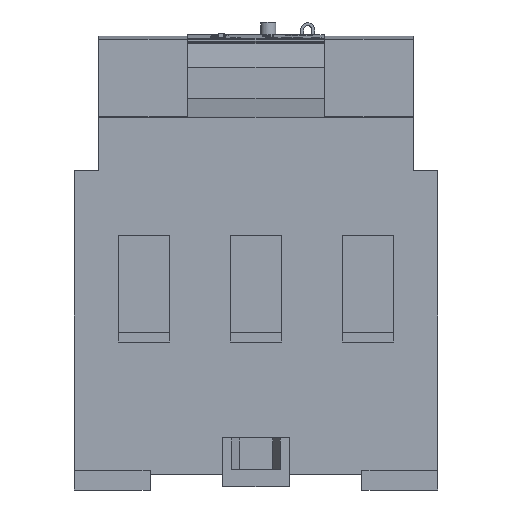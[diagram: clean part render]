
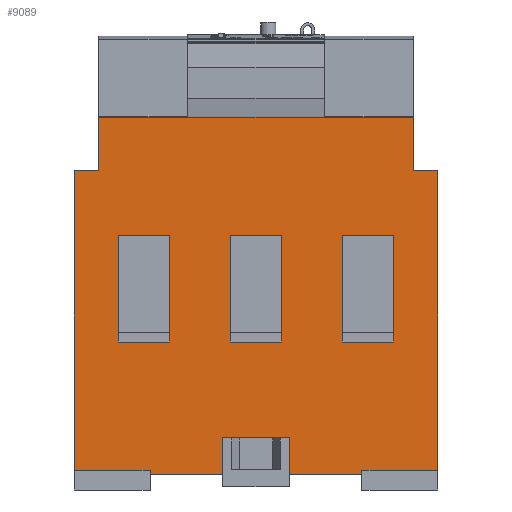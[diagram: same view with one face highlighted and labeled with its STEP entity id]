
A CAD part, front view. The second image highlights one B-rep face of the part: STEP entity #9089.
In plain terms, the highlighted planar face has unit normal (0, -1, 0).
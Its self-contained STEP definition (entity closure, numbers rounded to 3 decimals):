
#9089=ADVANCED_FACE('',(#24403,#24404,#24405,#24406),#24407,.F.);
#17023=VERTEX_POINT('',#32615);
#17025=VERTEX_POINT('',#32617);
#17027=EDGE_CURVE('',#17023,#17025,#32619,.T.);
#17055=VERTEX_POINT('',#32647);
#17057=EDGE_CURVE('',#17055,#17023,#32649,.T.);
#17107=VERTEX_POINT('',#32699);
#17109=EDGE_CURVE('',#17025,#17107,#32701,.T.);
#17121=VERTEX_POINT('',#32713);
#17123=EDGE_CURVE('',#17055,#17121,#32715,.T.);
#17309=VERTEX_POINT('',#32901);
#17313=EDGE_CURVE('',#17309,#17107,#32905,.T.);
#17583=VERTEX_POINT('',#33175);
#17587=VERTEX_POINT('',#33179);
#17589=EDGE_CURVE('',#17583,#17587,#33181,.T.);
#17663=VERTEX_POINT('',#33255);
#17667=VERTEX_POINT('',#33259);
#17669=EDGE_CURVE('',#17663,#17667,#33261,.T.);
#17731=VERTEX_POINT('',#33323);
#17733=EDGE_CURVE('',#17731,#17121,#33325,.T.);
#18195=VERTEX_POINT('',#33787);
#18197=VERTEX_POINT('',#33789);
#18199=EDGE_CURVE('',#18195,#18197,#33791,.T.);
#18229=VERTEX_POINT('',#33821);
#18231=EDGE_CURVE('',#18229,#18195,#33823,.T.);
#18365=VERTEX_POINT('',#33957);
#18367=EDGE_CURVE('',#18197,#18365,#33959,.T.);
#18409=EDGE_CURVE('',#18365,#18229,#34001,.T.);
#18481=VERTEX_POINT('',#34073);
#18483=VERTEX_POINT('',#34075);
#18485=EDGE_CURVE('',#18481,#18483,#34077,.T.);
#18515=VERTEX_POINT('',#34107);
#18517=EDGE_CURVE('',#18515,#18481,#34109,.T.);
#18651=VERTEX_POINT('',#34243);
#18653=EDGE_CURVE('',#18483,#18651,#34245,.T.);
#18695=EDGE_CURVE('',#18651,#18515,#34287,.T.);
#18767=VERTEX_POINT('',#34359);
#18769=VERTEX_POINT('',#34361);
#18771=EDGE_CURVE('',#18767,#18769,#34363,.T.);
#18801=VERTEX_POINT('',#34393);
#18803=EDGE_CURVE('',#18801,#18767,#34395,.T.);
#18937=VERTEX_POINT('',#34529);
#18939=EDGE_CURVE('',#18769,#18937,#34531,.T.);
#18981=EDGE_CURVE('',#18937,#18801,#34573,.T.);
#19119=VERTEX_POINT('',#34711);
#19123=EDGE_CURVE('',#17309,#19119,#34715,.T.);
#19129=EDGE_CURVE('',#19119,#17587,#34721,.T.);
#19135=VERTEX_POINT('',#34727);
#19137=EDGE_CURVE('',#19135,#17583,#34729,.T.);
#19139=VERTEX_POINT('',#34731);
#19141=EDGE_CURVE('',#19139,#19135,#34733,.T.);
#19143=VERTEX_POINT('',#34735);
#19145=EDGE_CURVE('',#19143,#19139,#34737,.T.);
#19147=VERTEX_POINT('',#34739);
#19149=EDGE_CURVE('',#19147,#19143,#34741,.T.);
#19151=EDGE_CURVE('',#17667,#19147,#34743,.T.);
#19153=EDGE_CURVE('',#17663,#17731,#34745,.T.);
#24403=FACE_OUTER_BOUND('',#39985,.T.);
#24404=FACE_BOUND('',#39986,.T.);
#24405=FACE_BOUND('',#39987,.T.);
#24406=FACE_BOUND('',#39988,.T.);
#24407=PLANE('',#39989);
#32615=CARTESIAN_POINT('',(49.001,26.0,17.2));
#32617=CARTESIAN_POINT('',(71.001,26.0,17.2));
#32619=LINE('',#52642,#52643);
#32647=CARTESIAN_POINT('',(49.001,26.0,5.0));
#32649=LINE('',#52688,#52689);
#32699=CARTESIAN_POINT('',(71.001,26.0,5.0));
#32701=LINE('',#52772,#52773);
#32713=CARTESIAN_POINT('',(25.001,26.0,5.0));
#32715=LINE('',#52796,#52797);
#32901=CARTESIAN_POINT('',(95.001,26.0,5.0));
#32905=LINE('',#53082,#53083);
#33175=CARTESIAN_POINT('',(120.001,26.0,105.5));
#33179=CARTESIAN_POINT('',(120.001,26.0,6.5));
#33181=LINE('',#53510,#53511);
#33255=CARTESIAN_POINT('',(0.001,26.0,6.5));
#33259=CARTESIAN_POINT('',(0.001,26.0,105.5));
#33261=LINE('',#53630,#53631);
#33323=CARTESIAN_POINT('',(25.001,26.0,6.5));
#33325=LINE('',#53728,#53729);
#33787=CARTESIAN_POINT('',(88.501,26.0,81.1));
#33789=CARTESIAN_POINT('',(88.501,26.0,84.1));
#33791=LINE('',#54463,#54464);
#33821=CARTESIAN_POINT('',(105.501,26.0,81.1));
#33823=LINE('',#54513,#54514);
#33957=CARTESIAN_POINT('',(105.501,26.0,84.1));
#33959=LINE('',#54735,#54736);
#34001=LINE('',#54806,#54807);
#34073=CARTESIAN_POINT('',(51.501,26.0,81.1));
#34075=CARTESIAN_POINT('',(51.501,26.0,84.1));
#34077=LINE('',#54926,#54927);
#34107=CARTESIAN_POINT('',(68.501,26.0,81.1));
#34109=LINE('',#54976,#54977);
#34243=CARTESIAN_POINT('',(68.501,26.0,84.1));
#34245=LINE('',#55198,#55199);
#34287=LINE('',#55269,#55270);
#34359=CARTESIAN_POINT('',(14.501,26.0,81.1));
#34361=CARTESIAN_POINT('',(14.501,26.0,84.1));
#34363=LINE('',#55389,#55390);
#34393=CARTESIAN_POINT('',(31.501,26.0,81.1));
#34395=LINE('',#55439,#55440);
#34529=CARTESIAN_POINT('',(31.501,26.0,84.1));
#34531=LINE('',#55661,#55662);
#34573=LINE('',#55732,#55733);
#34711=CARTESIAN_POINT('',(95.001,26.0,6.5));
#34715=LINE('',#55950,#55951);
#34721=LINE('',#55962,#55963);
#34727=CARTESIAN_POINT('',(112.001,26.0,105.5));
#34729=LINE('',#55976,#55977);
#34731=CARTESIAN_POINT('',(112.001,26.0,123.152));
#34733=LINE('',#55982,#55983);
#34735=CARTESIAN_POINT('',(8.001,26.0,123.152));
#34737=LINE('',#55988,#55989);
#34739=CARTESIAN_POINT('',(8.001,26.0,105.5));
#34741=LINE('',#55994,#55995);
#34743=LINE('',#55998,#55999);
#34745=LINE('',#56002,#56003);
#39985=EDGE_LOOP('',(#68960,#68961,#68962,#68963,#68964,#68965,#68966,#68967,#68968,#68969,#68970,#68971,#68972,#68973,#68974,#68975));
#39986=EDGE_LOOP('',(#68976,#68977,#68978,#68979));
#39987=EDGE_LOOP('',(#68980,#68981,#68982,#68983));
#39988=EDGE_LOOP('',(#68984,#68985,#68986,#68987));
#39989=AXIS2_PLACEMENT_3D('',#68988,#68989,#68990);
#52642=CARTESIAN_POINT('',(60.001,26.0,17.2));
#52643=VECTOR('',#74467,1.0);
#52688=CARTESIAN_POINT('',(49.001,26.0,39.907));
#52689=VECTOR('',#74475,1.0);
#52772=CARTESIAN_POINT('',(71.001,26.0,39.907));
#52773=VECTOR('',#74491,1.0);
#52796=CARTESIAN_POINT('',(120.001,26.0,5.0));
#52797=VECTOR('',#74496,1.0);
#53082=CARTESIAN_POINT('',(120.001,26.0,5.0));
#53083=VECTOR('',#74544,1.0);
#53510=CARTESIAN_POINT('',(120.001,26.0,105.5));
#53511=VECTOR('',#74640,1.0);
#53630=CARTESIAN_POINT('',(0.001,26.0,5.0));
#53631=VECTOR('',#74665,1.0);
#53728=CARTESIAN_POINT('',(25.001,26.0,36.982));
#53729=VECTOR('',#74682,1.0);
#54463=CARTESIAN_POINT('',(88.501,26.0,72.299));
#54464=VECTOR('',#74874,1.0);
#54513=CARTESIAN_POINT('',(74.251,26.0,81.1));
#54514=VECTOR('',#74883,1.0);
#54735=CARTESIAN_POINT('',(74.251,26.0,84.1));
#54736=VECTOR('',#74926,1.0);
#54806=CARTESIAN_POINT('',(105.501,26.0,72.299));
#54807=VECTOR('',#74948,1.0);
#54926=CARTESIAN_POINT('',(51.501,26.0,72.299));
#54927=VECTOR('',#74970,1.0);
#54976=CARTESIAN_POINT('',(55.751,26.0,81.1));
#54977=VECTOR('',#74979,1.0);
#55198=CARTESIAN_POINT('',(55.751,26.0,84.1));
#55199=VECTOR('',#75022,1.0);
#55269=CARTESIAN_POINT('',(68.501,26.0,72.299));
#55270=VECTOR('',#75044,1.0);
#55389=CARTESIAN_POINT('',(14.501,26.0,72.299));
#55390=VECTOR('',#75066,1.0);
#55439=CARTESIAN_POINT('',(37.251,26.0,81.1));
#55440=VECTOR('',#75075,1.0);
#55661=CARTESIAN_POINT('',(37.251,26.0,84.1));
#55662=VECTOR('',#75118,1.0);
#55732=CARTESIAN_POINT('',(31.501,26.0,72.299));
#55733=VECTOR('',#75140,1.0);
#55950=CARTESIAN_POINT('',(95.001,26.0,36.982));
#55951=VECTOR('',#75208,1.0);
#55962=CARTESIAN_POINT('',(83.751,26.0,6.5));
#55963=VECTOR('',#75211,1.0);
#55976=CARTESIAN_POINT('',(112.001,26.0,105.5));
#55977=VECTOR('',#75214,1.0);
#55982=CARTESIAN_POINT('',(112.001,26.0,138.511));
#55983=VECTOR('',#75215,1.0);
#55988=CARTESIAN_POINT('',(30.001,26.0,123.152));
#55989=VECTOR('',#75216,1.0);
#55994=CARTESIAN_POINT('',(8.001,26.0,105.5));
#55995=VECTOR('',#75217,1.0);
#55998=CARTESIAN_POINT('',(0.001,26.0,105.5));
#55999=VECTOR('',#75218,1.0);
#56002=CARTESIAN_POINT('',(36.251,26.0,6.5));
#56003=VECTOR('',#75219,1.0);
#68960=ORIENTED_EDGE('',*,*,#17109,.T.);
#68961=ORIENTED_EDGE('',*,*,#17313,.F.);
#68962=ORIENTED_EDGE('',*,*,#19123,.T.);
#68963=ORIENTED_EDGE('',*,*,#19129,.T.);
#68964=ORIENTED_EDGE('',*,*,#17589,.F.);
#68965=ORIENTED_EDGE('',*,*,#19137,.F.);
#68966=ORIENTED_EDGE('',*,*,#19141,.F.);
#68967=ORIENTED_EDGE('',*,*,#19145,.F.);
#68968=ORIENTED_EDGE('',*,*,#19149,.F.);
#68969=ORIENTED_EDGE('',*,*,#19151,.F.);
#68970=ORIENTED_EDGE('',*,*,#17669,.F.);
#68971=ORIENTED_EDGE('',*,*,#19153,.T.);
#68972=ORIENTED_EDGE('',*,*,#17733,.T.);
#68973=ORIENTED_EDGE('',*,*,#17123,.F.);
#68974=ORIENTED_EDGE('',*,*,#17057,.T.);
#68975=ORIENTED_EDGE('',*,*,#17027,.T.);
#68976=ORIENTED_EDGE('',*,*,#18231,.T.);
#68977=ORIENTED_EDGE('',*,*,#18199,.T.);
#68978=ORIENTED_EDGE('',*,*,#18367,.T.);
#68979=ORIENTED_EDGE('',*,*,#18409,.T.);
#68980=ORIENTED_EDGE('',*,*,#18517,.T.);
#68981=ORIENTED_EDGE('',*,*,#18485,.T.);
#68982=ORIENTED_EDGE('',*,*,#18653,.T.);
#68983=ORIENTED_EDGE('',*,*,#18695,.T.);
#68984=ORIENTED_EDGE('',*,*,#18803,.T.);
#68985=ORIENTED_EDGE('',*,*,#18771,.T.);
#68986=ORIENTED_EDGE('',*,*,#18939,.T.);
#68987=ORIENTED_EDGE('',*,*,#18981,.T.);
#68988=CARTESIAN_POINT('',(60.001,26.0,70.714));
#68989=DIRECTION('',(-0.0,1.0,0.0));
#68990=DIRECTION('',(1.0,0.0,0.0));
#74467=DIRECTION('',(1.0,0.0,0.0));
#74475=DIRECTION('',(0.0,0.0,1.0));
#74491=DIRECTION('',(0.0,0.0,-1.0));
#74496=DIRECTION('',(-1.0,0.0,0.0));
#74544=DIRECTION('',(-1.0,0.0,0.0));
#74640=DIRECTION('',(0.0,0.0,-1.0));
#74665=DIRECTION('',(0.0,0.0,1.0));
#74682=DIRECTION('',(0.0,0.0,-1.0));
#74874=DIRECTION('',(0.0,0.0,1.0));
#74883=DIRECTION('',(-1.0,0.0,0.0));
#74926=DIRECTION('',(1.0,0.0,0.0));
#74948=DIRECTION('',(0.0,0.0,-1.0));
#74970=DIRECTION('',(0.0,0.0,1.0));
#74979=DIRECTION('',(-1.0,0.0,0.0));
#75022=DIRECTION('',(1.0,0.0,0.0));
#75044=DIRECTION('',(0.0,0.0,-1.0));
#75066=DIRECTION('',(0.0,0.0,1.0));
#75075=DIRECTION('',(-1.0,0.0,0.0));
#75118=DIRECTION('',(1.0,0.0,0.0));
#75140=DIRECTION('',(0.0,0.0,-1.0));
#75208=DIRECTION('',(0.0,0.0,1.0));
#75211=DIRECTION('',(1.0,0.0,0.0));
#75214=DIRECTION('',(1.0,0.0,0.0));
#75215=DIRECTION('',(0.0,0.0,-1.0));
#75216=DIRECTION('',(1.0,0.0,0.0));
#75217=DIRECTION('',(0.0,0.0,1.0));
#75218=DIRECTION('',(1.0,0.0,0.0));
#75219=DIRECTION('',(1.0,0.0,0.0));
